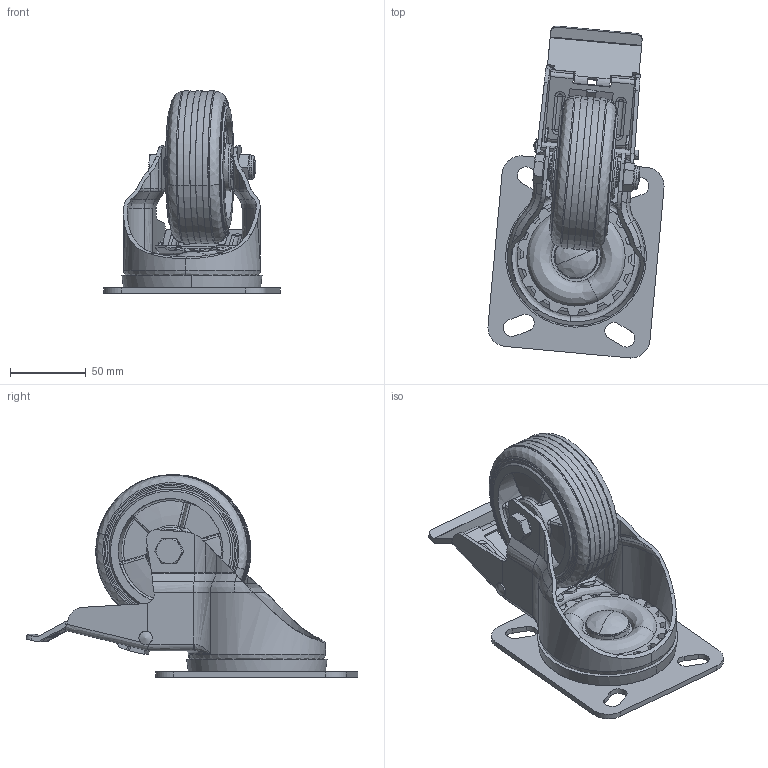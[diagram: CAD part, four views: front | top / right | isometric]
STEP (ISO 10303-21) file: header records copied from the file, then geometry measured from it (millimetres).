
FILE_DESCRIPTION(('FreeCAD Model'),'2;1');
FILE_NAME('Open CASCADE Shape Model','2025-05-08T07:33:42',('FreeCAD'),( 'FreeCAD'),'Open CASCADE STEP processor 7.6','FreeCAD','Unknown');
FILE_SCHEMA(('AUTOMOTIVE_DESIGN { 1 0 10303 214 1 1 1 1 }'));
Products named in the file (1): Open CASCADE STEP translator 7.6 1
Bounding box: 116.66 x 219.82 x 134.29 mm (x, y, z)
Volume: 408562.9 mm3; surface area: 215897.8 mm2
Topology: 65 solids, 65 shells, 1670 faces, 4536 edges, 2816 vertices
Faces by surface type: bspline 1670
Entity records: 61590 total; most frequent: CARTESIAN_POINT 37029, ORIENTED_EDGE 8670, EDGE_CURVE 4335, B_SPLINE_CURVE_WITH_KNOTS 2922, VERTEX_POINT 2816, FACE_BOUND 1739, EDGE_LOOP 1739, ADVANCED_FACE 1670
